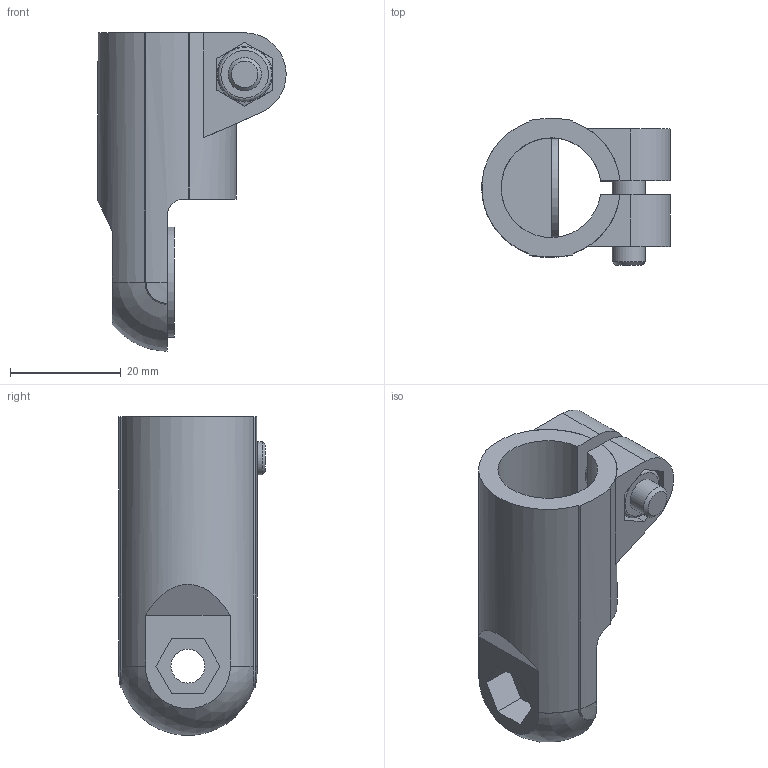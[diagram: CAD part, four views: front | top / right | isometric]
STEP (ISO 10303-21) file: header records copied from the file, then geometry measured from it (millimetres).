
FILE_DESCRIPTION( ( 'STEP AP214' ), '1' );
FILE_NAME( 'K0485.18.stp', '2020-12-08T10:26:35', ( '' ), ( '' ), ' ', 'PARTsolutions', ' ' );
FILE_SCHEMA( ( 'AUTOMOTIVE_DESIGN { 1 0 10303 214 1 1 1 1 }' ) );
Length unit declared in the file: millimetre
Products named in the file (1): _K0485.18
Bounding box: 33.99 x 26.52 x 57.47 mm (x, y, z)
Volume: 14004.8 mm3; surface area: 8410.6 mm2
Topology: 1 solids, 7 shells, 118 faces, 285 edges, 187 vertices
Faces by surface type: plane 79, cylinder 19, cone 15, sphere 3, torus 2
Full cylindrical faces by diameter (mm): 6 x2, 6.1 x1, 6.4 x2, 9.6 x1, 9.9 x1, 14.2 x1, 19.8 x1
Entity records: 4332 total; most frequent: CARTESIAN_POINT 703, DIRECTION 548, ORIENTED_EDGE 526, EDGE_CURVE 263, AXIS2_PLACEMENT_3D 194, VERTEX_POINT 179, LINE 160, VECTOR 160
